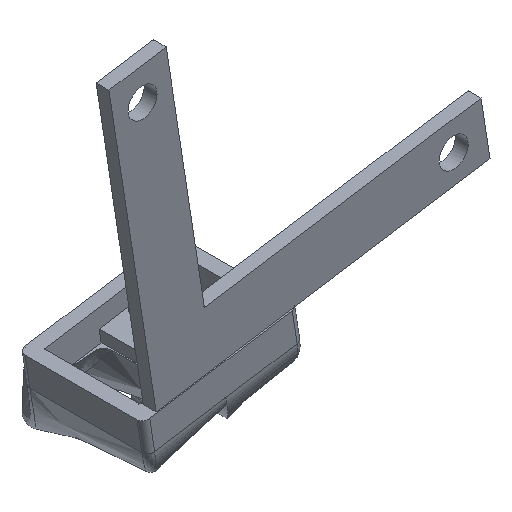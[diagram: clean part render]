
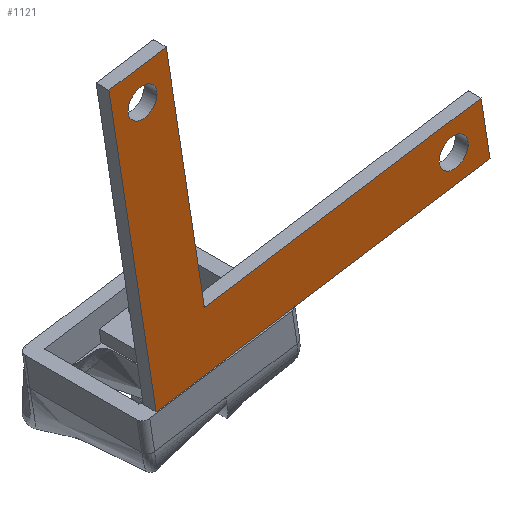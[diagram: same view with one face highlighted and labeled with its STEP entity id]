
A CAD part, isometric view. The second image highlights one B-rep face of the part: STEP entity #1121.
In plain terms, the highlighted planar face has unit normal (0, -1, 0).
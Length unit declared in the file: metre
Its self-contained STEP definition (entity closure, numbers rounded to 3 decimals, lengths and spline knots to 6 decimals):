
#123=PLANE('',#1205);
#147=LINE('',#1480,#226);
#150=LINE('',#1488,#229);
#153=LINE('',#1494,#232);
#156=LINE('',#1500,#235);
#159=LINE('',#1506,#238);
#162=LINE('',#1512,#241);
#163=LINE('',#1518,#242);
#226=VECTOR('',#1273,1.);
#229=VECTOR('',#1280,1.);
#232=VECTOR('',#1285,1.);
#235=VECTOR('',#1290,1.);
#238=VECTOR('',#1295,1.);
#241=VECTOR('',#1300,1.);
#242=VECTOR('',#1307,1.);
#332=ORIENTED_EDGE('',*,*,#674,.T.);
#333=ORIENTED_EDGE('',*,*,#675,.T.);
#334=ORIENTED_EDGE('',*,*,#661,.T.);
#335=ORIENTED_EDGE('',*,*,#664,.T.);
#336=ORIENTED_EDGE('',*,*,#667,.T.);
#337=ORIENTED_EDGE('',*,*,#670,.T.);
#338=ORIENTED_EDGE('',*,*,#673,.T.);
#339=ORIENTED_EDGE('',*,*,#676,.T.);
#340=ORIENTED_EDGE('',*,*,#657,.T.);
#657=EDGE_CURVE('',#831,#830,#147,.T.);
#661=EDGE_CURVE('',#830,#833,#150,.T.);
#664=EDGE_CURVE('',#833,#835,#153,.F.);
#667=EDGE_CURVE('',#835,#837,#156,.F.);
#670=EDGE_CURVE('',#837,#839,#159,.T.);
#673=EDGE_CURVE('',#839,#841,#162,.F.);
#674=EDGE_CURVE('',#842,#842,#933,.T.);
#675=EDGE_CURVE('',#843,#843,#934,.T.);
#676=EDGE_CURVE('',#841,#831,#163,.T.);
#830=VERTEX_POINT('',#1479);
#831=VERTEX_POINT('',#1481);
#833=VERTEX_POINT('',#1487);
#835=VERTEX_POINT('',#1493);
#837=VERTEX_POINT('',#1499);
#839=VERTEX_POINT('',#1505);
#841=VERTEX_POINT('',#1511);
#842=VERTEX_POINT('',#1515);
#843=VERTEX_POINT('',#1517);
#933=CIRCLE('',#1206,0.00225);
#934=CIRCLE('',#1207,0.00225);
#961=EDGE_LOOP('',(#332));
#962=EDGE_LOOP('',(#333));
#963=EDGE_LOOP('',(#334,#335,#336,#337,#338,#339,#340));
#1036=FACE_BOUND('',#961,.T.);
#1037=FACE_BOUND('',#962,.T.);
#1038=FACE_BOUND('',#963,.T.);
#1121=ADVANCED_FACE('',(#1036,#1037,#1038),#123,.F.);
#1205=AXIS2_PLACEMENT_3D('',#1513,#1301,#1302);
#1206=AXIS2_PLACEMENT_3D('',#1514,#1303,#1304);
#1207=AXIS2_PLACEMENT_3D('',#1516,#1305,#1306);
#1273=DIRECTION('',(0.988,0.,0.154));
#1280=DIRECTION('',(-0.154,0.,0.988));
#1285=DIRECTION('',(0.988,0.,0.154));
#1290=DIRECTION('',(0.154,0.,-0.988));
#1295=DIRECTION('',(-0.988,0.,-0.154));
#1300=DIRECTION('',(-0.154,0.,0.988));
#1301=DIRECTION('',(0.,1.,0.));
#1302=DIRECTION('',(-1.,0.,0.));
#1303=DIRECTION('',(0.,1.,0.));
#1304=DIRECTION('',(-1.,0.,0.));
#1305=DIRECTION('',(0.,1.,0.));
#1306=DIRECTION('',(-1.,0.,0.));
#1307=DIRECTION('',(0.988,0.,0.154));
#1479=CARTESIAN_POINT('',(0.029807,-0.059,-0.024091));
#1480=CARTESIAN_POINT('',(0.005045,-0.059,-0.027955));
#1481=CARTESIAN_POINT('',(-0.000526,-0.059,-0.028824));
#1487=CARTESIAN_POINT('',(0.028419,-0.059,-0.015198));
#1488=CARTESIAN_POINT('',(0.029807,-0.059,-0.024091));
#1493=CARTESIAN_POINT('',(-0.014561,-0.059,-0.021906));
#1494=CARTESIAN_POINT('',(0.027996,-0.059,-0.015264));
#1499=CARTESIAN_POINT('',(-0.020497,-0.059,0.016134));
#1500=CARTESIAN_POINT('',(-0.016391,-0.059,-0.01018));
#1505=CARTESIAN_POINT('',(-0.02939,-0.059,0.014746));
#1506=CARTESIAN_POINT('',(-0.020497,-0.059,0.016134));
#1511=CARTESIAN_POINT('',(-0.022066,-0.059,-0.032186));
#1512=CARTESIAN_POINT('',(-0.028992,-0.059,0.012201));
#1513=CARTESIAN_POINT('',(0.,-0.059,0.));
#1514=CARTESIAN_POINT('',(-0.024172,-0.059,0.0105));
#1515=CARTESIAN_POINT('',(-0.026422,-0.059,0.0105));
#1516=CARTESIAN_POINT('',(0.024172,-0.059,-0.020415));
#1517=CARTESIAN_POINT('',(0.021922,-0.059,-0.020415));
#1518=CARTESIAN_POINT('',(0.005045,-0.059,-0.027955));
